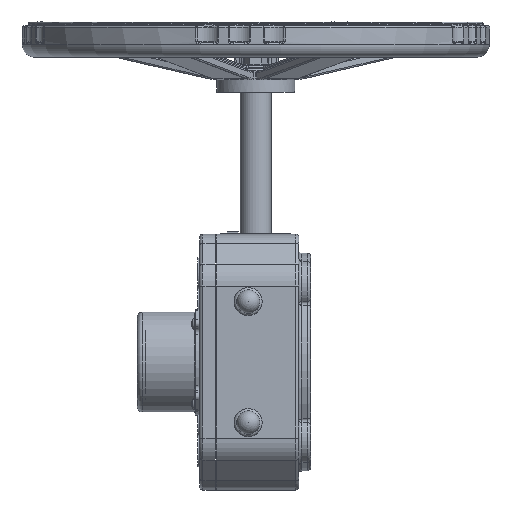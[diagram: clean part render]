
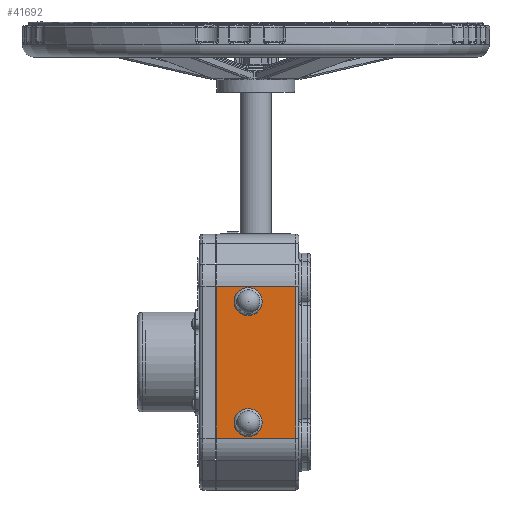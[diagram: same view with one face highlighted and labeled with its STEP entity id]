
A CAD part, left-side view. The second image highlights one B-rep face of the part: STEP entity #41692.
In plain terms, the highlighted planar face has unit normal (-1, 0, 0).
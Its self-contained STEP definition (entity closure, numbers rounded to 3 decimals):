
#888=CIRCLE('',#44289,9.);
#893=CIRCLE('',#44296,9.);
#5316=FACE_BOUND('',#8804,.T.);
#5317=FACE_BOUND('',#8805,.T.);
#6314=FACE_OUTER_BOUND('',#8803,.T.);
#8803=EDGE_LOOP('',(#29531,#29532,#29533,#29534));
#8804=EDGE_LOOP('',(#29535));
#8805=EDGE_LOOP('',(#29536));
#11369=LINE('',#60290,#14131);
#11482=LINE('',#60820,#14244);
#11501=LINE('',#60874,#14263);
#11502=LINE('',#60876,#14264);
#14131=VECTOR('',#48890,10.);
#14244=VECTOR('',#49333,10.);
#14263=VECTOR('',#49382,10.);
#14264=VECTOR('',#49385,10.);
#18349=VERTEX_POINT('',#59784);
#18353=VERTEX_POINT('',#59796);
#18433=VERTEX_POINT('',#60284);
#18434=VERTEX_POINT('',#60288);
#18611=VERTEX_POINT('',#60817);
#18612=VERTEX_POINT('',#60819);
#22368=EDGE_CURVE('',#18349,#18349,#888,.T.);
#22374=EDGE_CURVE('',#18353,#18353,#893,.T.);
#22515=EDGE_CURVE('',#18434,#18433,#11369,.T.);
#22745=EDGE_CURVE('',#18612,#18611,#11482,.T.);
#22773=EDGE_CURVE('',#18433,#18611,#11501,.T.);
#22774=EDGE_CURVE('',#18612,#18434,#11502,.T.);
#29531=ORIENTED_EDGE('',*,*,#22515,.F.);
#29532=ORIENTED_EDGE('',*,*,#22774,.F.);
#29533=ORIENTED_EDGE('',*,*,#22745,.T.);
#29534=ORIENTED_EDGE('',*,*,#22773,.F.);
#29535=ORIENTED_EDGE('',*,*,#22368,.T.);
#29536=ORIENTED_EDGE('',*,*,#22374,.T.);
#40716=PLANE('',#44642);
#41692=ADVANCED_FACE('',(#6314,#5316,#5317),#40716,.T.);
#44289=AXIS2_PLACEMENT_3D('',#59786,#48512,#48513);
#44296=AXIS2_PLACEMENT_3D('',#59798,#48527,#48528);
#44642=AXIS2_PLACEMENT_3D('',#60875,#49383,#49384);
#48512=DIRECTION('center_axis',(1.,0.,0.));
#48513=DIRECTION('ref_axis',(0.,0.,1.));
#48527=DIRECTION('center_axis',(1.,0.,0.));
#48528=DIRECTION('ref_axis',(0.,0.,1.));
#48890=DIRECTION('',(0.,-1.,0.));
#49333=DIRECTION('',(0.,-1.,0.));
#49382=DIRECTION('',(0.,0.,-1.));
#49383=DIRECTION('center_axis',(-1.,0.,0.));
#49384=DIRECTION('ref_axis',(0.,-1.,0.));
#49385=DIRECTION('',(0.,0.,1.));
#59784=CARTESIAN_POINT('',(-56.25,-38.792,11.488));
#59786=CARTESIAN_POINT('Origin',(-56.25,-38.792,20.488));
#59796=CARTESIAN_POINT('',(-56.25,38.792,11.488));
#59798=CARTESIAN_POINT('Origin',(-56.25,38.792,20.488));
#60284=CARTESIAN_POINT('',(-56.25,-48.716,51.));
#60288=CARTESIAN_POINT('',(-56.25,48.716,51.));
#60290=CARTESIAN_POINT('',(-56.25,41.,51.));
#60817=CARTESIAN_POINT('',(-56.25,-48.716,0.));
#60819=CARTESIAN_POINT('',(-56.25,48.716,0.));
#60820=CARTESIAN_POINT('',(-56.25,82.,0.));
#60874=CARTESIAN_POINT('',(-56.25,-48.716,0.));
#60875=CARTESIAN_POINT('Origin',(-56.25,82.,0.));
#60876=CARTESIAN_POINT('',(-56.25,48.716,0.));
